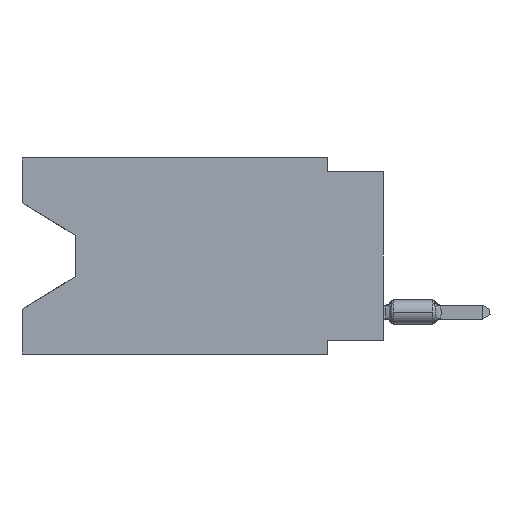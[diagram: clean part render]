
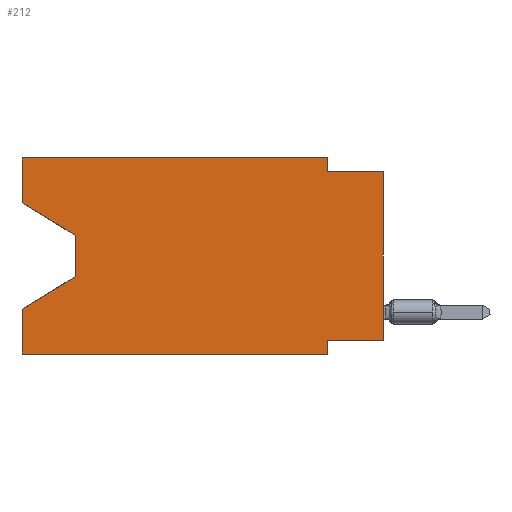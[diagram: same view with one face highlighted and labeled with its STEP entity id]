
A CAD part, left-side view. The second image highlights one B-rep face of the part: STEP entity #212.
In plain terms, the highlighted planar face has unit normal (-1, 0, 0).
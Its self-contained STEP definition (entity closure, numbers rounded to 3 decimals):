
#86 = DIRECTION ( 'NONE',  ( 1., 0., 0. ) ) ;
#212 = ADVANCED_FACE ( 'NONE', ( #35723 ), #17108, .F. ) ;
#553 = DIRECTION ( 'NONE',  ( 0., 0., 1. ) ) ;
#595 = ORIENTED_EDGE ( 'NONE', *, *, #42810, .F. ) ;
#623 = LINE ( 'NONE', #28958, #24843 ) ;
#867 = DIRECTION ( 'NONE',  ( 0., -1., 0. ) ) ;
#919 = CARTESIAN_POINT ( 'NONE',  ( 0., 13.97, -5.385 ) ) ;
#1326 = VERTEX_POINT ( 'NONE', #32360 ) ;
#1949 = CARTESIAN_POINT ( 'NONE',  ( 0., 0., -8.255 ) ) ;
#2113 = VECTOR ( 'NONE', #16401, 1000. ) ;
#2335 = VECTOR ( 'NONE', #21703, 1000. ) ;
#2462 = LINE ( 'NONE', #42080, #2113 ) ;
#2491 = CARTESIAN_POINT ( 'NONE',  ( 0., 16.383, 0. ) ) ;
#3392 = CARTESIAN_POINT ( 'NONE',  ( 0., 16.383, 0. ) ) ;
#4137 = EDGE_CURVE ( 'NONE', #15244, #10174, #11116, .T. ) ;
#4424 = LINE ( 'NONE', #14827, #14480 ) ;
#4660 = EDGE_CURVE ( 'NONE', #9136, #16487, #40409, .T. ) ;
#5284 = CARTESIAN_POINT ( 'NONE',  ( 0., 2.54, -8.255 ) ) ;
#6029 = EDGE_CURVE ( 'NONE', #30719, #1326, #18976, .T. ) ;
#7267 = EDGE_CURVE ( 'NONE', #15244, #9778, #35852, .T. ) ;
#7381 = CARTESIAN_POINT ( 'NONE',  ( 0., 13.97, -3.505 ) ) ;
#8830 = VERTEX_POINT ( 'NONE', #42600 ) ;
#9082 = ORIENTED_EDGE ( 'NONE', *, *, #19988, .F. ) ;
#9136 = VERTEX_POINT ( 'NONE', #16858 ) ;
#9778 = VERTEX_POINT ( 'NONE', #5284 ) ;
#10174 = VERTEX_POINT ( 'NONE', #27384 ) ;
#11116 = LINE ( 'NONE', #39874, #26279 ) ;
#11950 = ORIENTED_EDGE ( 'NONE', *, *, #24066, .T. ) ;
#12410 = ORIENTED_EDGE ( 'NONE', *, *, #40781, .T. ) ;
#13752 = EDGE_CURVE ( 'NONE', #13963, #10174, #27563, .T. ) ;
#13900 = VECTOR ( 'NONE', #20443, 1000. ) ;
#13963 = VERTEX_POINT ( 'NONE', #22491 ) ;
#14166 = CARTESIAN_POINT ( 'NONE',  ( 0., 0., -8.255 ) ) ;
#14480 = VECTOR ( 'NONE', #22602, 1000. ) ;
#14735 = EDGE_CURVE ( 'NONE', #16487, #1326, #43849, .T. ) ;
#14827 = CARTESIAN_POINT ( 'NONE',  ( 0., 16.383, -2.038 ) ) ;
#15244 = VERTEX_POINT ( 'NONE', #1949 ) ;
#15532 = EDGE_CURVE ( 'NONE', #42755, #13963, #2462, .T. ) ;
#16401 = DIRECTION ( 'NONE',  ( 0., 0., -1. ) ) ;
#16487 = VERTEX_POINT ( 'NONE', #36213 ) ;
#16858 = CARTESIAN_POINT ( 'NONE',  ( 0., 13.97, -3.505 ) ) ;
#17108 = PLANE ( 'NONE',  #34734 ) ;
#18873 = ORIENTED_EDGE ( 'NONE', *, *, #4137, .T. ) ;
#18976 = LINE ( 'NONE', #32868, #30104 ) ;
#19037 = VECTOR ( 'NONE', #29830, 1000. ) ;
#19569 = VERTEX_POINT ( 'NONE', #21757 ) ;
#19988 = EDGE_CURVE ( 'NONE', #29066, #8830, #38124, .T. ) ;
#20020 = ORIENTED_EDGE ( 'NONE', *, *, #45621, .F. ) ;
#20443 = DIRECTION ( 'NONE',  ( 0., 0., 1. ) ) ;
#21703 = DIRECTION ( 'NONE',  ( 0., 1., 0. ) ) ;
#21757 = CARTESIAN_POINT ( 'NONE',  ( 0., 2.54, -8.89 ) ) ;
#22491 = CARTESIAN_POINT ( 'NONE',  ( 0., 2.54, -0.635 ) ) ;
#22602 = DIRECTION ( 'NONE',  ( 0., -0.855, -0.519 ) ) ;
#23897 = CARTESIAN_POINT ( 'NONE',  ( 0., 2.54, -8.89 ) ) ;
#24066 = EDGE_CURVE ( 'NONE', #30719, #19569, #623, .T. ) ;
#24335 = VECTOR ( 'NONE', #42033, 1000. ) ;
#24843 = VECTOR ( 'NONE', #867, 1000. ) ;
#25724 = CARTESIAN_POINT ( 'NONE',  ( 0., 16.383, -8.89 ) ) ;
#26279 = VECTOR ( 'NONE', #26901, 1000. ) ;
#26395 = DIRECTION ( 'NONE',  ( 0., 0.855, -0.519 ) ) ;
#26901 = DIRECTION ( 'NONE',  ( 0., 0., 1. ) ) ;
#27198 = EDGE_LOOP ( 'NONE', ( #12410, #42079, #40177, #42442, #11950, #20020, #44984, #18873, #38454, #32947, #595, #9082 ) ) ;
#27384 = CARTESIAN_POINT ( 'NONE',  ( 0., 0., -0.635 ) ) ;
#27563 = LINE ( 'NONE', #31788, #42373 ) ;
#28033 = DIRECTION ( 'NONE',  ( 0., -1., 0. ) ) ;
#28958 = CARTESIAN_POINT ( 'NONE',  ( 0., 16.383, -8.89 ) ) ;
#29066 = VERTEX_POINT ( 'NONE', #42719 ) ;
#29830 = DIRECTION ( 'NONE',  ( 0., -1., 0. ) ) ;
#30072 = VECTOR ( 'NONE', #43011, 1000. ) ;
#30104 = VECTOR ( 'NONE', #553, 1000. ) ;
#30719 = VERTEX_POINT ( 'NONE', #25724 ) ;
#31788 = CARTESIAN_POINT ( 'NONE',  ( 0., 0., -0.635 ) ) ;
#32171 = DIRECTION ( 'NONE',  ( 0., 0., -1. ) ) ;
#32360 = CARTESIAN_POINT ( 'NONE',  ( 0., 16.383, -6.852 ) ) ;
#32868 = CARTESIAN_POINT ( 'NONE',  ( 0., 16.383, 0. ) ) ;
#32947 = ORIENTED_EDGE ( 'NONE', *, *, #15532, .F. ) ;
#34734 = AXIS2_PLACEMENT_3D ( 'NONE', #3392, #86, #32171 ) ;
#35723 = FACE_OUTER_BOUND ( 'NONE', #27198, .T. ) ;
#35852 = LINE ( 'NONE', #14166, #2335 ) ;
#36213 = CARTESIAN_POINT ( 'NONE',  ( 0., 13.97, -5.385 ) ) ;
#36425 = LINE ( 'NONE', #37123, #19037 ) ;
#37123 = CARTESIAN_POINT ( 'NONE',  ( 0., 16.383, 0. ) ) ;
#38124 = LINE ( 'NONE', #2491, #13900 ) ;
#38454 = ORIENTED_EDGE ( 'NONE', *, *, #13752, .F. ) ;
#39874 = CARTESIAN_POINT ( 'NONE',  ( 0., 0., 0. ) ) ;
#40177 = ORIENTED_EDGE ( 'NONE', *, *, #14735, .T. ) ;
#40409 = LINE ( 'NONE', #7381, #30072 ) ;
#40653 = CARTESIAN_POINT ( 'NONE',  ( 0., 2.54, 0. ) ) ;
#40781 = EDGE_CURVE ( 'NONE', #29066, #9136, #4424, .T. ) ;
#42033 = DIRECTION ( 'NONE',  ( 0., 0., -1. ) ) ;
#42079 = ORIENTED_EDGE ( 'NONE', *, *, #4660, .T. ) ;
#42080 = CARTESIAN_POINT ( 'NONE',  ( 0., 2.54, 0. ) ) ;
#42373 = VECTOR ( 'NONE', #28033, 1000. ) ;
#42442 = ORIENTED_EDGE ( 'NONE', *, *, #6029, .F. ) ;
#42600 = CARTESIAN_POINT ( 'NONE',  ( 0., 16.383, 0. ) ) ;
#42719 = CARTESIAN_POINT ( 'NONE',  ( 0., 16.383, -2.038 ) ) ;
#42755 = VERTEX_POINT ( 'NONE', #40653 ) ;
#42810 = EDGE_CURVE ( 'NONE', #8830, #42755, #36425, .T. ) ;
#43011 = DIRECTION ( 'NONE',  ( 0., 0., -1. ) ) ;
#43849 = LINE ( 'NONE', #919, #45937 ) ;
#44984 = ORIENTED_EDGE ( 'NONE', *, *, #7267, .F. ) ;
#45621 = EDGE_CURVE ( 'NONE', #9778, #19569, #46054, .T. ) ;
#45937 = VECTOR ( 'NONE', #26395, 1000. ) ;
#46054 = LINE ( 'NONE', #23897, #24335 ) ;
